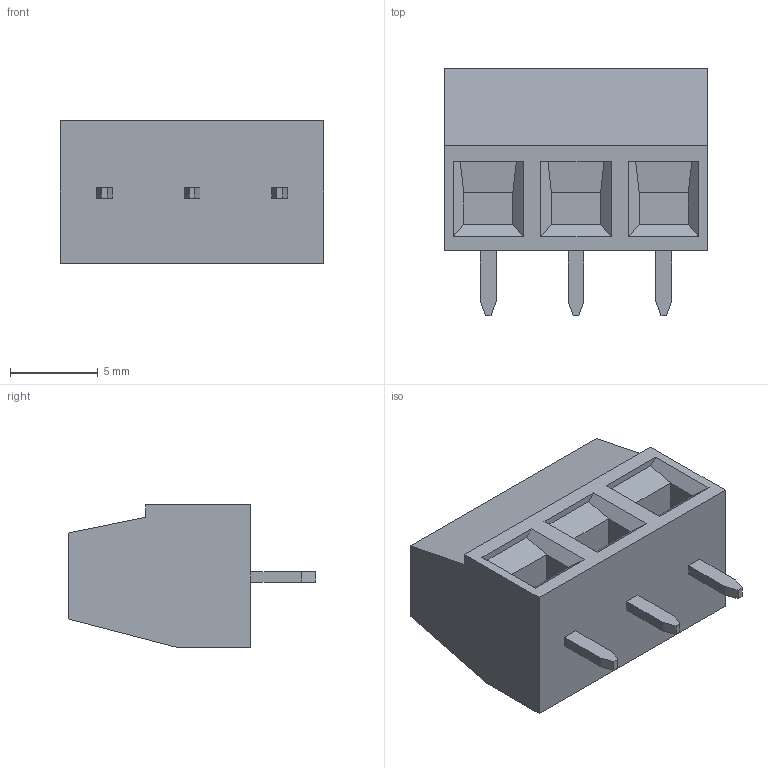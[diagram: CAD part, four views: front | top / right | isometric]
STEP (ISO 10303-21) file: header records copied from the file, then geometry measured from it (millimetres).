
FILE_DESCRIPTION (( 'STEP AP214' ), '1' );
FILE_NAME ('DG127-THR-5.0-03P-4Y-80AH.STEP', '2021-01-03T00:35:20', ( '' ), ( '' ), 'SwSTEP 2.0', 'SolidWorks 2020', '' );
FILE_SCHEMA (( 'AUTOMOTIVE_DESIGN' ));
Length unit declared in the file: millimetre
Products named in the file (1): DG127-THR-5.0-03P-4Y-80AH
Bounding box: 15 x 14.1 x 8.1 mm (x, y, z)
Volume: 974.5 mm3; surface area: 984.2 mm2
Topology: 1 solids, 1 shells, 434 faces, 1155 edges, 765 vertices
Faces by surface type: plane 268, bspline 145, cylinder 12, torus 9
Entity records: 24733 total; most frequent: CARTESIAN_POINT 10766, ORIENTED_EDGE 2310, DIRECTION 1463, EDGE_CURVE 1155, LINE 787, VECTOR 787, VERTEX_POINT 765, EDGE_LOOP 476
